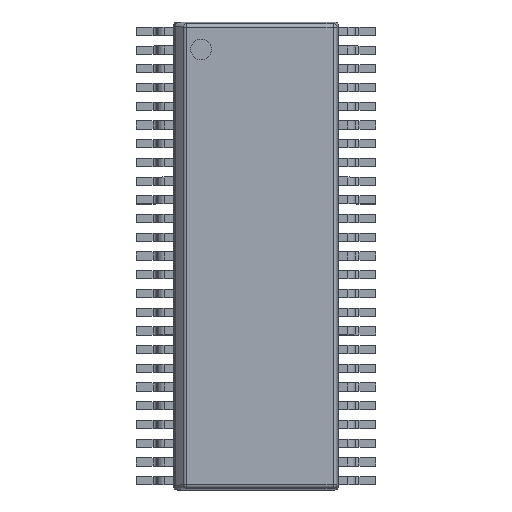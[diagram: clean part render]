
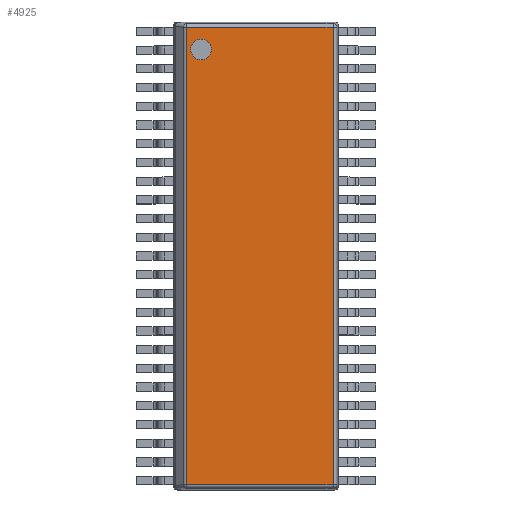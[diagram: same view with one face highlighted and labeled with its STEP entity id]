
A CAD part, top view. The second image highlights one B-rep face of the part: STEP entity #4925.
In plain terms, the highlighted planar face has unit normal (0, 0, 1).
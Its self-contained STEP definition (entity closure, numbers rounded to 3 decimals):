
#4080 = CYLINDRICAL_SURFACE('',#4081,0.1);
#4081 = AXIS2_PLACEMENT_3D('',#4082,#4083,#4084);
#4082 = CARTESIAN_POINT('',(0.3,12.357,1.1));
#4083 = DIRECTION('',(1.,0.,0.));
#4084 = DIRECTION('',(-0.,0.995,0.105));
#4281 = CYLINDRICAL_SURFACE('',#4282,0.1);
#4282 = AXIS2_PLACEMENT_3D('',#4283,#4284,#4285);
#4283 = CARTESIAN_POINT('',(0.3,0.143,1.1));
#4284 = DIRECTION('',(1.,-0.,0.));
#4285 = DIRECTION('',(-0.,-0.995,0.105));
#4382 = CYLINDRICAL_SURFACE('',#4383,0.1);
#4383 = AXIS2_PLACEMENT_3D('',#4384,#4385,#4386);
#4384 = CARTESIAN_POINT('',(0.341,0.053,1.1));
#4385 = DIRECTION('',(0.,1.,0.));
#4386 = DIRECTION('',(-0.707,0.,0.707));
#4543 = VERTEX_POINT('',#4544);
#4544 = CARTESIAN_POINT('',(0.341,12.357,1.2));
#4577 = EDGE_CURVE('',#4543,#4578,#4580,.T.);
#4578 = VERTEX_POINT('',#4579);
#4579 = CARTESIAN_POINT('',(4.257,12.357,1.2));
#4580 = SURFACE_CURVE('',#4581,(#4585,#4592),.PCURVE_S1.);
#4581 = LINE('',#4582,#4583);
#4582 = CARTESIAN_POINT('',(0.3,12.357,1.2));
#4583 = VECTOR('',#4584,1.);
#4584 = DIRECTION('',(1.,0.,0.));
#4585 = PCURVE('',#4080,#4586);
#4586 = DEFINITIONAL_REPRESENTATION('',(#4587),#4591);
#4587 = LINE('',#4588,#4589);
#4588 = CARTESIAN_POINT('',(1.466,0.));
#4589 = VECTOR('',#4590,1.);
#4590 = DIRECTION('',(0.,1.));
#4591 = ( GEOMETRIC_REPRESENTATION_CONTEXT(2) 
PARAMETRIC_REPRESENTATION_CONTEXT() REPRESENTATION_CONTEXT('2D SPACE',''
  ) );
#4592 = PCURVE('',#4593,#4598);
#4593 = PLANE('',#4594);
#4594 = AXIS2_PLACEMENT_3D('',#4595,#4596,#4597);
#4595 = CARTESIAN_POINT('',(0.,0.,1.2));
#4596 = DIRECTION('',(0.,0.,1.));
#4597 = DIRECTION('',(1.,0.,-0.));
#4598 = DEFINITIONAL_REPRESENTATION('',(#4599),#4603);
#4599 = LINE('',#4600,#4601);
#4600 = CARTESIAN_POINT('',(0.3,12.357));
#4601 = VECTOR('',#4602,1.);
#4602 = DIRECTION('',(1.,0.));
#4603 = ( GEOMETRIC_REPRESENTATION_CONTEXT(2) 
PARAMETRIC_REPRESENTATION_CONTEXT() REPRESENTATION_CONTEXT('2D SPACE',''
  ) );
#4721 = VERTEX_POINT('',#4722);
#4722 = CARTESIAN_POINT('',(0.341,0.143,1.2));
#4755 = EDGE_CURVE('',#4721,#4756,#4758,.T.);
#4756 = VERTEX_POINT('',#4757);
#4757 = CARTESIAN_POINT('',(4.257,0.143,1.2));
#4758 = SURFACE_CURVE('',#4759,(#4763,#4770),.PCURVE_S1.);
#4759 = LINE('',#4760,#4761);
#4760 = CARTESIAN_POINT('',(0.3,0.143,1.2));
#4761 = VECTOR('',#4762,1.);
#4762 = DIRECTION('',(1.,-0.,0.));
#4763 = PCURVE('',#4281,#4764);
#4764 = DEFINITIONAL_REPRESENTATION('',(#4765),#4769);
#4765 = LINE('',#4766,#4767);
#4766 = CARTESIAN_POINT('',(-1.466,0.));
#4767 = VECTOR('',#4768,1.);
#4768 = DIRECTION('',(-0.,1.));
#4769 = ( GEOMETRIC_REPRESENTATION_CONTEXT(2) 
PARAMETRIC_REPRESENTATION_CONTEXT() REPRESENTATION_CONTEXT('2D SPACE',''
  ) );
#4770 = PCURVE('',#4593,#4771);
#4771 = DEFINITIONAL_REPRESENTATION('',(#4772),#4776);
#4772 = LINE('',#4773,#4774);
#4773 = CARTESIAN_POINT('',(0.3,0.143));
#4774 = VECTOR('',#4775,1.);
#4775 = DIRECTION('',(1.,0.));
#4776 = ( GEOMETRIC_REPRESENTATION_CONTEXT(2) 
PARAMETRIC_REPRESENTATION_CONTEXT() REPRESENTATION_CONTEXT('2D SPACE',''
  ) );
#4821 = EDGE_CURVE('',#4721,#4543,#4822,.T.);
#4822 = SURFACE_CURVE('',#4823,(#4827,#4834),.PCURVE_S1.);
#4823 = LINE('',#4824,#4825);
#4824 = CARTESIAN_POINT('',(0.341,0.053,1.2));
#4825 = VECTOR('',#4826,1.);
#4826 = DIRECTION('',(0.,1.,0.));
#4827 = PCURVE('',#4382,#4828);
#4828 = DEFINITIONAL_REPRESENTATION('',(#4829),#4833);
#4829 = LINE('',#4830,#4831);
#4830 = CARTESIAN_POINT('',(0.785,0.));
#4831 = VECTOR('',#4832,1.);
#4832 = DIRECTION('',(0.,1.));
#4833 = ( GEOMETRIC_REPRESENTATION_CONTEXT(2) 
PARAMETRIC_REPRESENTATION_CONTEXT() REPRESENTATION_CONTEXT('2D SPACE',''
  ) );
#4834 = PCURVE('',#4593,#4835);
#4835 = DEFINITIONAL_REPRESENTATION('',(#4836),#4840);
#4836 = LINE('',#4837,#4838);
#4837 = CARTESIAN_POINT('',(0.341,0.053));
#4838 = VECTOR('',#4839,1.);
#4839 = DIRECTION('',(0.,1.));
#4840 = ( GEOMETRIC_REPRESENTATION_CONTEXT(2) 
PARAMETRIC_REPRESENTATION_CONTEXT() REPRESENTATION_CONTEXT('2D SPACE',''
  ) );
#4882 = CYLINDRICAL_SURFACE('',#4883,0.1);
#4883 = AXIS2_PLACEMENT_3D('',#4884,#4885,#4886);
#4884 = CARTESIAN_POINT('',(4.257,0.053,1.1));
#4885 = DIRECTION('',(0.,1.,-0.));
#4886 = DIRECTION('',(0.995,0.,0.105));
#4925 = ADVANCED_FACE('',(#4926,#4952),#4593,.T.);
#4926 = FACE_BOUND('',#4927,.T.);
#4927 = EDGE_LOOP('',(#4928,#4929,#4930,#4931));
#4928 = ORIENTED_EDGE('',*,*,#4577,.F.);
#4929 = ORIENTED_EDGE('',*,*,#4821,.F.);
#4930 = ORIENTED_EDGE('',*,*,#4755,.T.);
#4931 = ORIENTED_EDGE('',*,*,#4932,.T.);
#4932 = EDGE_CURVE('',#4756,#4578,#4933,.T.);
#4933 = SURFACE_CURVE('',#4934,(#4938,#4945),.PCURVE_S1.);
#4934 = LINE('',#4935,#4936);
#4935 = CARTESIAN_POINT('',(4.257,0.053,1.2));
#4936 = VECTOR('',#4937,1.);
#4937 = DIRECTION('',(0.,1.,-0.));
#4938 = PCURVE('',#4593,#4939);
#4939 = DEFINITIONAL_REPRESENTATION('',(#4940),#4944);
#4940 = LINE('',#4941,#4942);
#4941 = CARTESIAN_POINT('',(4.257,0.053));
#4942 = VECTOR('',#4943,1.);
#4943 = DIRECTION('',(0.,1.));
#4944 = ( GEOMETRIC_REPRESENTATION_CONTEXT(2) 
PARAMETRIC_REPRESENTATION_CONTEXT() REPRESENTATION_CONTEXT('2D SPACE',''
  ) );
#4945 = PCURVE('',#4882,#4946);
#4946 = DEFINITIONAL_REPRESENTATION('',(#4947),#4951);
#4947 = LINE('',#4948,#4949);
#4948 = CARTESIAN_POINT('',(-1.466,0.));
#4949 = VECTOR('',#4950,1.);
#4950 = DIRECTION('',(-0.,1.));
#4951 = ( GEOMETRIC_REPRESENTATION_CONTEXT(2) 
PARAMETRIC_REPRESENTATION_CONTEXT() REPRESENTATION_CONTEXT('2D SPACE',''
  ) );
#4952 = FACE_BOUND('',#4953,.T.);
#4953 = EDGE_LOOP('',(#4954));
#4954 = ORIENTED_EDGE('',*,*,#4955,.F.);
#4955 = EDGE_CURVE('',#4956,#4956,#4958,.T.);
#4956 = VERTEX_POINT('',#4957);
#4957 = CARTESIAN_POINT('',(1.008,11.767,1.2));
#4958 = SURFACE_CURVE('',#4959,(#4964,#4971),.PCURVE_S1.);
#4959 = CIRCLE('',#4960,0.275);
#4960 = AXIS2_PLACEMENT_3D('',#4961,#4962,#4963);
#4961 = CARTESIAN_POINT('',(0.733,11.767,1.2));
#4962 = DIRECTION('',(0.,0.,1.));
#4963 = DIRECTION('',(1.,0.,-0.));
#4964 = PCURVE('',#4593,#4965);
#4965 = DEFINITIONAL_REPRESENTATION('',(#4966),#4970);
#4966 = CIRCLE('',#4967,0.275);
#4967 = AXIS2_PLACEMENT_2D('',#4968,#4969);
#4968 = CARTESIAN_POINT('',(0.733,11.767));
#4969 = DIRECTION('',(1.,0.));
#4970 = ( GEOMETRIC_REPRESENTATION_CONTEXT(2) 
PARAMETRIC_REPRESENTATION_CONTEXT() REPRESENTATION_CONTEXT('2D SPACE',''
  ) );
#4971 = PCURVE('',#4972,#4977);
#4972 = CYLINDRICAL_SURFACE('',#4973,0.275);
#4973 = AXIS2_PLACEMENT_3D('',#4974,#4975,#4976);
#4974 = CARTESIAN_POINT('',(0.733,11.767,1.1));
#4975 = DIRECTION('',(0.,0.,1.));
#4976 = DIRECTION('',(1.,0.,-0.));
#4977 = DEFINITIONAL_REPRESENTATION('',(#4978),#4982);
#4978 = LINE('',#4979,#4980);
#4979 = CARTESIAN_POINT('',(0.,0.1));
#4980 = VECTOR('',#4981,1.);
#4981 = DIRECTION('',(1.,0.));
#4982 = ( GEOMETRIC_REPRESENTATION_CONTEXT(2) 
PARAMETRIC_REPRESENTATION_CONTEXT() REPRESENTATION_CONTEXT('2D SPACE',''
  ) );
